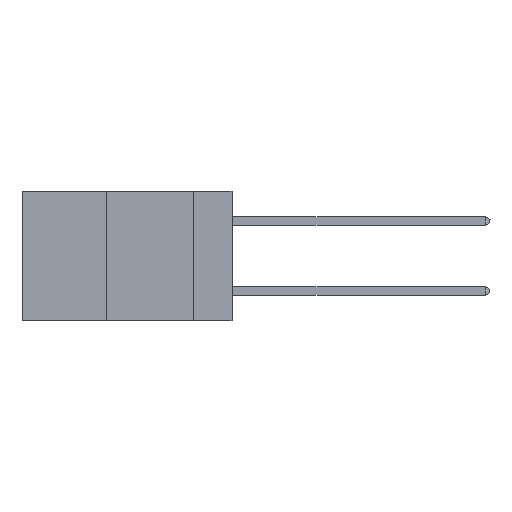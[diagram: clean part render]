
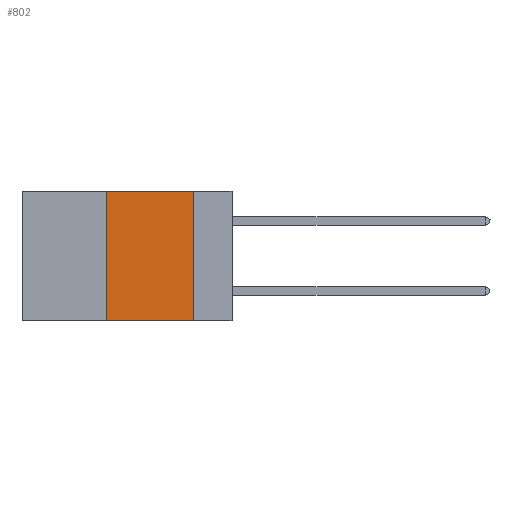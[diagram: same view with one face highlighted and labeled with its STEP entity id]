
A CAD part, left-side view. The second image highlights one B-rep face of the part: STEP entity #802.
In plain terms, the highlighted planar face has unit normal (-1, 0, 0).
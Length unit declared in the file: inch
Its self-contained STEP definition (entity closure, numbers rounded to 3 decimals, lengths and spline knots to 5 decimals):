
#31 = VECTOR ( 'NONE', #10748, 39.37008 ) ;
#212 = DIRECTION ( 'NONE',  ( 0., 0., -1. ) ) ;
#802 = ADVANCED_FACE ( 'NONE', ( #4913 ), #4053, .F. ) ;
#862 = DIRECTION ( 'NONE',  ( 0., 0., -1. ) ) ;
#1121 = DIRECTION ( 'NONE',  ( 1., 0., 0. ) ) ;
#1694 = ORIENTED_EDGE ( 'NONE', *, *, #2352, .F. ) ;
#2352 = EDGE_CURVE ( 'NONE', #7389, #4771, #9117, .T. ) ;
#2370 = VECTOR ( 'NONE', #862, 39.37008 ) ;
#2448 = ORIENTED_EDGE ( 'NONE', *, *, #4361, .F. ) ;
#3227 = ORIENTED_EDGE ( 'NONE', *, *, #3509, .T. ) ;
#3375 = DIRECTION ( 'NONE',  ( 0., 0., 1. ) ) ;
#3509 = EDGE_CURVE ( 'NONE', #7526, #4771, #6953, .T. ) ;
#4053 = PLANE ( 'NONE',  #5211 ) ;
#4327 = VECTOR ( 'NONE', #3375, 39.37008 ) ;
#4361 = EDGE_CURVE ( 'NONE', #7526, #6127, #10709, .T. ) ;
#4771 = VERTEX_POINT ( 'NONE', #5361 ) ;
#4860 = CARTESIAN_POINT ( 'NONE',  ( 0., 0.6, 0. ) ) ;
#4913 = FACE_OUTER_BOUND ( 'NONE', #5704, .T. ) ;
#5138 = CARTESIAN_POINT ( 'NONE',  ( 0., 0.36, 0. ) ) ;
#5211 = AXIS2_PLACEMENT_3D ( 'NONE', #4860, #1121, #212 ) ;
#5361 = CARTESIAN_POINT ( 'NONE',  ( 0., 0.11, -0.37 ) ) ;
#5491 = CARTESIAN_POINT ( 'NONE',  ( 0., 0.11, 0. ) ) ;
#5704 = EDGE_LOOP ( 'NONE', ( #1694, #6763, #2448, #3227 ) ) ;
#6127 = VERTEX_POINT ( 'NONE', #8170 ) ;
#6763 = ORIENTED_EDGE ( 'NONE', *, *, #7350, .F. ) ;
#6953 = LINE ( 'NONE', #10169, #31 ) ;
#7350 = EDGE_CURVE ( 'NONE', #6127, #7389, #10530, .T. ) ;
#7389 = VERTEX_POINT ( 'NONE', #5491 ) ;
#7414 = CARTESIAN_POINT ( 'NONE',  ( 0., 0.11, 0. ) ) ;
#7526 = VERTEX_POINT ( 'NONE', #10083 ) ;
#7536 = DIRECTION ( 'NONE',  ( 0., -1., 0. ) ) ;
#7660 = CARTESIAN_POINT ( 'NONE',  ( 0., 0.6, 0. ) ) ;
#8170 = CARTESIAN_POINT ( 'NONE',  ( 0., 0.36, 0. ) ) ;
#9117 = LINE ( 'NONE', #7414, #2370 ) ;
#10083 = CARTESIAN_POINT ( 'NONE',  ( 0., 0.36, -0.37 ) ) ;
#10169 = CARTESIAN_POINT ( 'NONE',  ( 0., 0.6, -0.37 ) ) ;
#10530 = LINE ( 'NONE', #7660, #11773 ) ;
#10709 = LINE ( 'NONE', #5138, #4327 ) ;
#10748 = DIRECTION ( 'NONE',  ( 0., -1., 0. ) ) ;
#11773 = VECTOR ( 'NONE', #7536, 39.37008 ) ;
